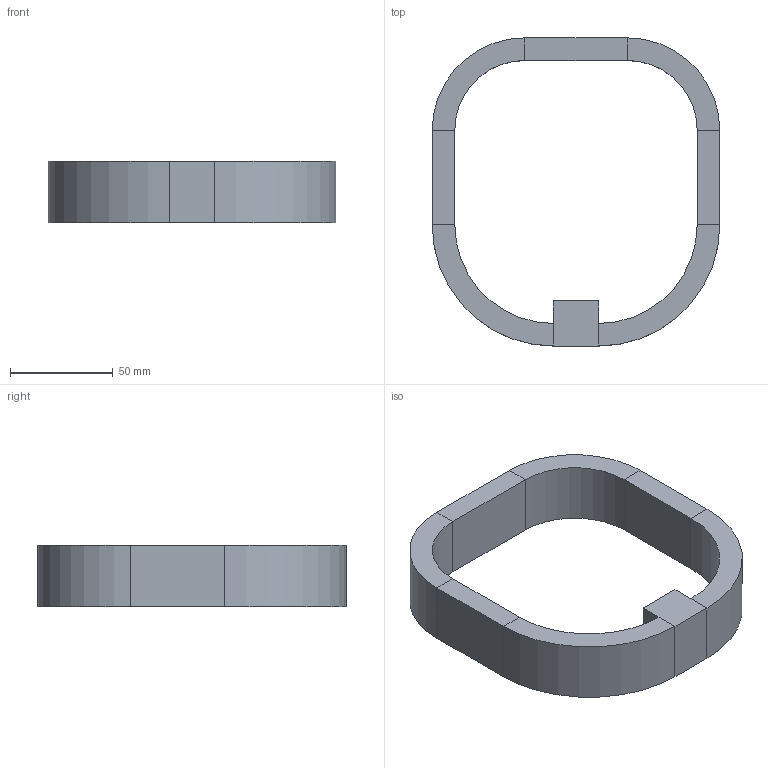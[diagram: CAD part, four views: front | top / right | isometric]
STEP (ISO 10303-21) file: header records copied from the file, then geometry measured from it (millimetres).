
FILE_DESCRIPTION(('FreeCAD Model'),'2;1');
FILE_NAME('Open CASCADE Shape Model','2022-09-18T11:28:57',('Author'),( ''),'Open CASCADE STEP processor 7.6','FreeCAD','Unknown');
FILE_SCHEMA(('AUTOMOTIVE_DESIGN { 1 0 10303 214 1 1 1 1 }'));
Length unit declared in the file: millimetre
Products named in the file (1): Body
Bounding box: 140 x 150 x 30 mm (x, y, z)
Volume: 157795.5 mm3; surface area: 38549.8 mm2
Topology: 1 solids, 1 shells, 34 faces, 70 edges, 36 vertices
Faces by surface type: plane 26, cylinder 8
Entity records: 1758 total; most frequent: CARTESIAN_POINT 313, DIRECTION 264, LINE 146, VECTOR 146, ORIENTED_EDGE 140, PCURVE 140, DEFINITIONAL_REPRESENTATION 140, EDGE_CURVE 70
